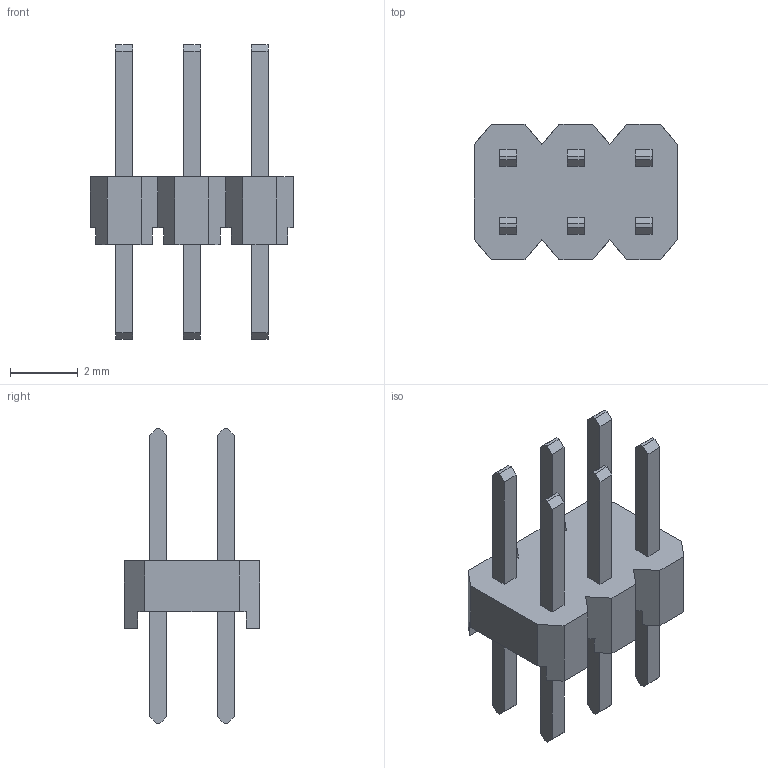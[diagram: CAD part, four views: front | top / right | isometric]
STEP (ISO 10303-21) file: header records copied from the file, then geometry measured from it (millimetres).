
FILE_DESCRIPTION (( 'STEP AP214' ), '1' );
FILE_NAME ('HDR-TH_6P-P2.00-M-LI-2X3P.step', '2022-07-02T12:51:34', ( '' ), ( '' ), 'SwSTEP 2.0', 'SolidWorks 2020', '' );
FILE_SCHEMA (( 'AUTOMOTIVE_DESIGN' ));
Length unit declared in the file: millimetre
Products named in the file (1): HDR-TH_6P-P2.00-M-LI-2X3P
Bounding box: 6.01 x 4 x 8.7 mm (x, y, z)
Volume: 45.4 mm3; surface area: 172.4 mm2
Topology: 1 solids, 1 shells, 402 faces, 1086 edges, 724 vertices
Faces by surface type: plane 288, bspline 114
Entity records: 16734 total; most frequent: CARTESIAN_POINT 4575, ORIENTED_EDGE 2172, DIRECTION 1432, EDGE_CURVE 1086, VECTOR 854, LINE 854, VERTEX_POINT 724, EDGE_LOOP 440
